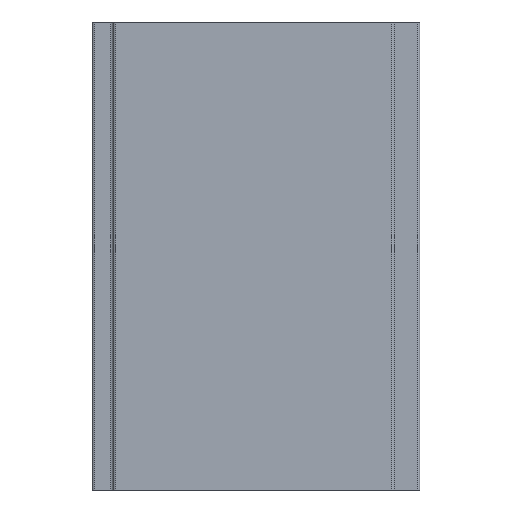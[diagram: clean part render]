
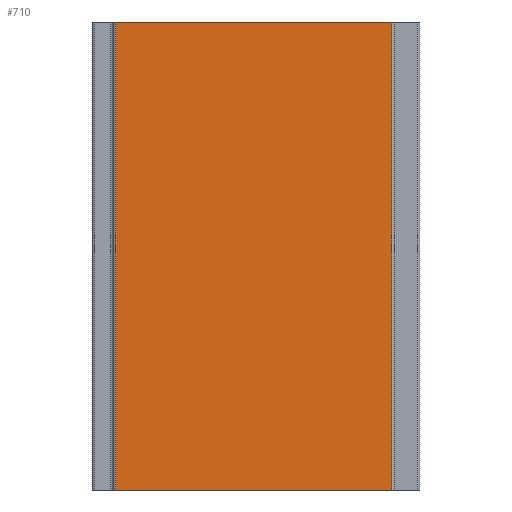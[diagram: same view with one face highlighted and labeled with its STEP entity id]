
A CAD part, front view. The second image highlights one B-rep face of the part: STEP entity #710.
In plain terms, the highlighted planar face has unit normal (0, -1, 0).
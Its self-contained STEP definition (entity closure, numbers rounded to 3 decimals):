
#26=PLANE('',#785);
#58=FACE_OUTER_BOUND('',#95,.T.);
#95=EDGE_LOOP('',(#552,#553,#554,#555));
#154=LINE('',#1165,#225);
#155=LINE('',#1168,#226);
#156=LINE('',#1170,#227);
#157=LINE('',#1171,#228);
#225=VECTOR('',#950,10.);
#226=VECTOR('',#953,10.);
#227=VECTOR('',#954,10.);
#228=VECTOR('',#955,10.);
#331=VERTEX_POINT('',#1161);
#332=VERTEX_POINT('',#1163);
#333=VERTEX_POINT('',#1167);
#334=VERTEX_POINT('',#1169);
#424=EDGE_CURVE('',#331,#332,#154,.T.);
#425=EDGE_CURVE('',#333,#331,#155,.T.);
#426=EDGE_CURVE('',#334,#332,#156,.T.);
#427=EDGE_CURVE('',#333,#334,#157,.T.);
#552=ORIENTED_EDGE('',*,*,#425,.T.);
#553=ORIENTED_EDGE('',*,*,#424,.T.);
#554=ORIENTED_EDGE('',*,*,#426,.F.);
#555=ORIENTED_EDGE('',*,*,#427,.F.);
#710=ADVANCED_FACE('',(#58),#26,.T.);
#785=AXIS2_PLACEMENT_3D('',#1166,#951,#952);
#950=DIRECTION('',(0.,0.,1.));
#951=DIRECTION('center_axis',(0.,-1.,0.));
#952=DIRECTION('ref_axis',(1.,0.,0.));
#953=DIRECTION('',(1.,0.,0.));
#954=DIRECTION('',(1.,0.,0.));
#955=DIRECTION('',(0.,0.,1.));
#1161=CARTESIAN_POINT('',(46.26,0.,0.));
#1163=CARTESIAN_POINT('',(46.26,0.,200.));
#1165=CARTESIAN_POINT('',(46.26,0.,0.));
#1166=CARTESIAN_POINT('Origin',(-71.74,0.,0.));
#1167=CARTESIAN_POINT('',(-71.74,0.,0.));
#1168=CARTESIAN_POINT('',(-71.74,0.,0.));
#1169=CARTESIAN_POINT('',(-71.74,0.,200.));
#1170=CARTESIAN_POINT('',(-71.74,0.,200.));
#1171=CARTESIAN_POINT('',(-71.74,0.,0.));
